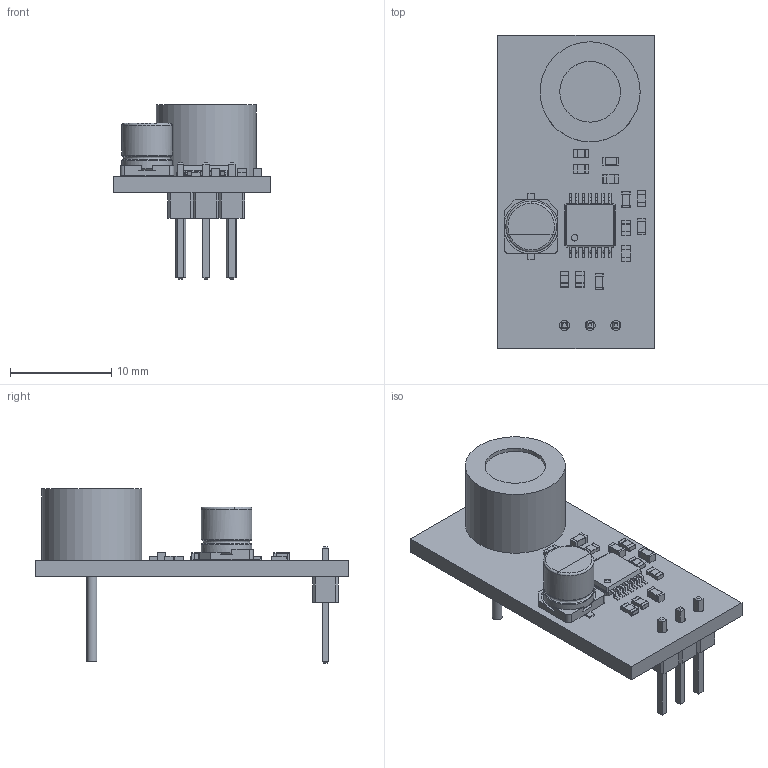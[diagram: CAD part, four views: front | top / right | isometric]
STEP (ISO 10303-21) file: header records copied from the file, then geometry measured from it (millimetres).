
FILE_DESCRIPTION(('FreeCAD Model'),'2;1');
FILE_NAME('rejestracja1.step','2018-02-21T10:56:21',('kicad StepUp'),('ksu MCAD'), 'Open CASCADE STEP processor 6.8','FreeCAD','Unknown');
FILE_SCHEMA(('AUTOMOTIVE_DESIGN_CC2 { 1 2 10303 214 -1 1 5 4 }'));
Length unit declared in the file: millimetre
Products named in the file (18): ASSEMBLY; Pcb; C_0603_; CP_Elec_5x5.3_; C_0603_001; C_0603_002; C_0603_003; Pin_Header_Straight_1x03_Pitch254mm_; R_0603_; R_0603_001; R_0603_002; R_0603_003; R_0603_004; R_0603_005; R_0603_006; R_0603_007; TSSOP-14_4.4x5mm_Pitch0.65mm_; Pocket_
Assembly tree (17 placements, depth 2):
  ASSEMBLY
    Pcb
    C_0603_
    CP_Elec_5x5.3_
    C_0603_001
    C_0603_002
    C_0603_003
    Pin_Header_Straight_1x03_Pitch254mm_
    R_0603_
    R_0603_001
    R_0603_002
    R_0603_003
    R_0603_004
    R_0603_005
    R_0603_006
    R_0603_007
    TSSOP-14_4.4x5mm_Pitch0.65mm_
    Pocket_
Bounding box: 15.49 x 30.99 x 17.24 mm (x, y, z)
Volume: 1508.4 mm3; surface area: 2018.9 mm2
Topology: 17 solids, 17 shells, 719 faces, 1883 edges, 1217 vertices
Faces by surface type: plane 486, cylinder 188, bspline 40, torus 4, revolution 1
Full cylindrical faces by diameter (mm): 0.6 x2, 0.65 x1, 1 x5, 5 x2, 6 x1, 9.9 x1
Entity records: 27443 total; most frequent: CARTESIAN_POINT 4322, ORIENTED_EDGE 3766, DIRECTION 3622, EDGE_CURVE 1883, LINE 1459, VECTOR 1459, VERTEX_POINT 1217, AXIS2_PLACEMENT_3D 1081
